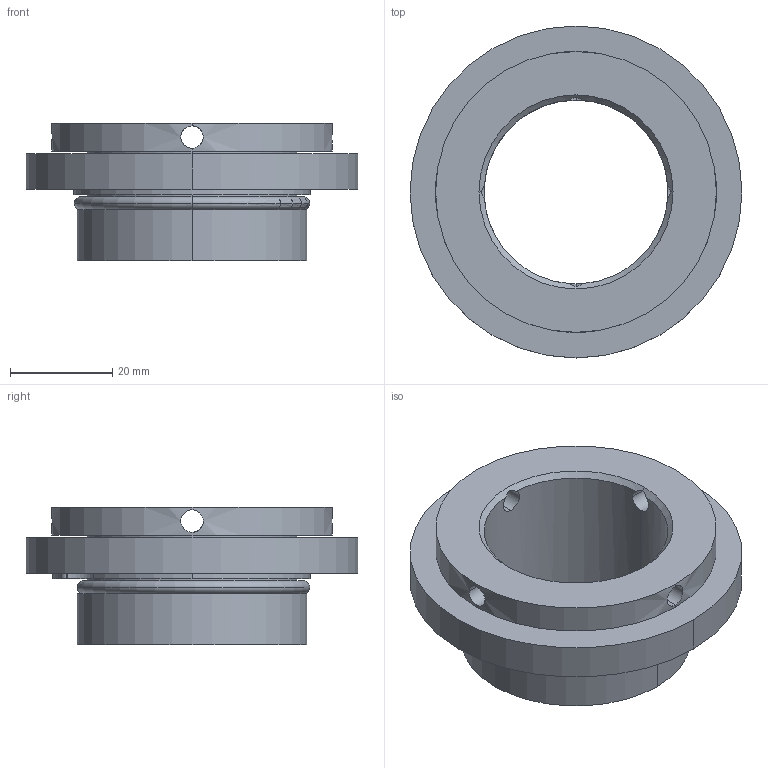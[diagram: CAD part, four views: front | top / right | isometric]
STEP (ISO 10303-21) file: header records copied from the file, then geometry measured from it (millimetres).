
FILE_DESCRIPTION (( 'STEP AP203' ), '1' );
FILE_NAME ('181-0510-01-W.STEP', '2021-04-13T12:30:46', ( '' ), ( '' ), 'SwSTEP 2.0', 'SolidWorks 2018', '' );
FILE_SCHEMA (( 'CONFIG_CONTROL_DESIGN' ));
Length unit declared in the file: millimetre
Products named in the file (2): 181-0510-01-W
Bounding box: 65 x 65 x 27 mm (x, y, z)
Volume: 29367.2 mm3; surface area: 19134.1 mm2
Topology: 4 solids, 4 shells, 342 faces, 913 edges, 606 vertices
Faces by surface type: plane 172, bspline 120, cylinder 42, torus 4, cone 4
Entity records: 17482 total; most frequent: CARTESIAN_POINT 9575, ORIENTED_EDGE 1826, DIRECTION 1169, EDGE_CURVE 913, VERTEX_POINT 606, VECTOR 561, LINE 561, EDGE_LOOP 385
